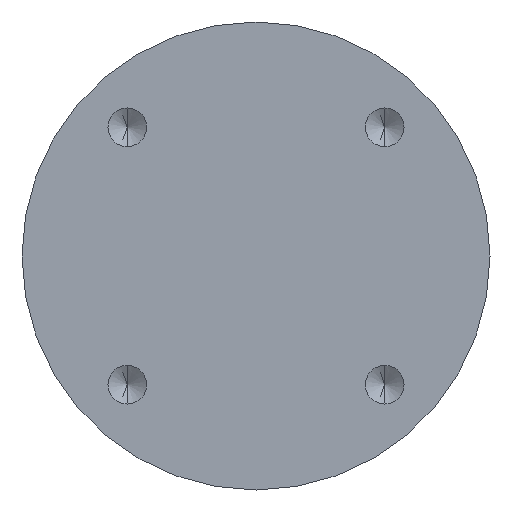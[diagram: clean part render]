
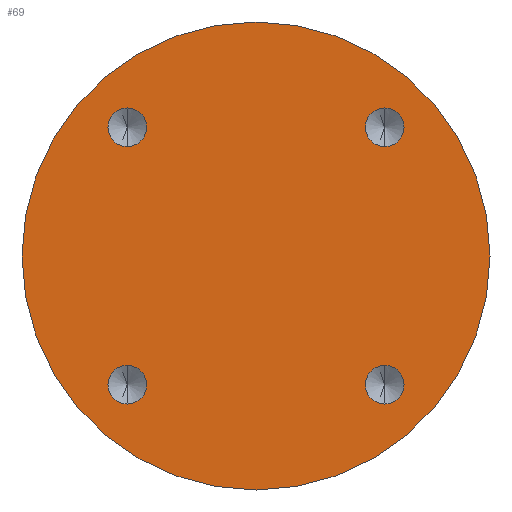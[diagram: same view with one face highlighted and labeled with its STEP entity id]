
A CAD part, front view. The second image highlights one B-rep face of the part: STEP entity #69.
In plain terms, the highlighted planar face has unit normal (0, -1, 0).
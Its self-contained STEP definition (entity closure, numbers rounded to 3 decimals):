
#16 = CARTESIAN_POINT ( 'NONE',  ( -11., 0., -11. ) ) ;
#30 = CARTESIAN_POINT ( 'NONE',  ( -11., 0., 9.35 ) ) ;
#35 = CARTESIAN_POINT ( 'NONE',  ( 20., 0., 0. ) ) ;
#45 = EDGE_LOOP ( 'NONE', ( #73, #327 ) ) ;
#46 = CARTESIAN_POINT ( 'NONE',  ( 11., 0., 12.65 ) ) ;
#53 = EDGE_LOOP ( 'NONE', ( #274, #136 ) ) ;
#62 = CARTESIAN_POINT ( 'NONE',  ( 11., 0., 9.35 ) ) ;
#63 = CIRCLE ( 'NONE', #698, 1.65 ) ;
#65 = CIRCLE ( 'NONE', #260, 1.65 ) ;
#69 = ADVANCED_FACE ( 'NONE', ( #376, #312, #182, #589, #328 ), #576, .T. ) ;
#70 = DIRECTION ( 'NONE',  ( 0., -1., 0. ) ) ;
#73 = ORIENTED_EDGE ( 'NONE', *, *, #631, .F. ) ;
#80 = CARTESIAN_POINT ( 'NONE',  ( -11., 0., -11. ) ) ;
#81 = CIRCLE ( 'NONE', #620, 1.65 ) ;
#86 = CARTESIAN_POINT ( 'NONE',  ( 0., 0., 0. ) ) ;
#88 = EDGE_CURVE ( 'NONE', #100, #455, #649, .T. ) ;
#97 = CARTESIAN_POINT ( 'NONE',  ( 11., 0., -12.65 ) ) ;
#100 = VERTEX_POINT ( 'NONE', #30 ) ;
#103 = EDGE_CURVE ( 'NONE', #419, #229, #581, .T. ) ;
#111 = EDGE_CURVE ( 'NONE', #510, #574, #660, .T. ) ;
#128 = ORIENTED_EDGE ( 'NONE', *, *, #103, .T. ) ;
#130 = DIRECTION ( 'NONE',  ( 0., -1., 0. ) ) ;
#133 = DIRECTION ( 'NONE',  ( 0., -1., 0. ) ) ;
#136 = ORIENTED_EDGE ( 'NONE', *, *, #163, .F. ) ;
#143 = DIRECTION ( 'NONE',  ( 1., 0., 0. ) ) ;
#151 = DIRECTION ( 'NONE',  ( 0., -1., 0. ) ) ;
#163 = EDGE_CURVE ( 'NONE', #563, #292, #65, .T. ) ;
#169 = AXIS2_PLACEMENT_3D ( 'NONE', #324, #594, #389 ) ;
#182 = FACE_BOUND ( 'NONE', #45, .T. ) ;
#212 = ORIENTED_EDGE ( 'NONE', *, *, #606, .F. ) ;
#215 = AXIS2_PLACEMENT_3D ( 'NONE', #298, #468, #250 ) ;
#229 = VERTEX_POINT ( 'NONE', #310 ) ;
#242 = AXIS2_PLACEMENT_3D ( 'NONE', #575, #130, #362 ) ;
#243 = DIRECTION ( 'NONE',  ( 0., -1., 0. ) ) ;
#247 = DIRECTION ( 'NONE',  ( 0., 0., -1. ) ) ;
#250 = DIRECTION ( 'NONE',  ( 1., 0., 0. ) ) ;
#251 = DIRECTION ( 'NONE',  ( 0., 0., -1. ) ) ;
#260 = AXIS2_PLACEMENT_3D ( 'NONE', #707, #151, #316 ) ;
#267 = CARTESIAN_POINT ( 'NONE',  ( -11., 0., -9.35 ) ) ;
#271 = DIRECTION ( 'NONE',  ( 0., 0., -1. ) ) ;
#274 = ORIENTED_EDGE ( 'NONE', *, *, #616, .F. ) ;
#292 = VERTEX_POINT ( 'NONE', #62 ) ;
#298 = CARTESIAN_POINT ( 'NONE',  ( 0., 0., 0. ) ) ;
#299 = CARTESIAN_POINT ( 'NONE',  ( 11., 0., -9.35 ) ) ;
#301 = CIRCLE ( 'NONE', #169, 1.65 ) ;
#302 = ORIENTED_EDGE ( 'NONE', *, *, #481, .T. ) ;
#307 = CARTESIAN_POINT ( 'NONE',  ( -11., 0., 12.65 ) ) ;
#310 = CARTESIAN_POINT ( 'NONE',  ( -20., 0., 0. ) ) ;
#312 = FACE_BOUND ( 'NONE', #53, .T. ) ;
#316 = DIRECTION ( 'NONE',  ( 0., 0., -1. ) ) ;
#321 = EDGE_LOOP ( 'NONE', ( #519, #212 ) ) ;
#323 = AXIS2_PLACEMENT_3D ( 'NONE', #537, #331, #539 ) ;
#324 = CARTESIAN_POINT ( 'NONE',  ( 11., 0., 11. ) ) ;
#327 = ORIENTED_EDGE ( 'NONE', *, *, #111, .F. ) ;
#328 = FACE_OUTER_BOUND ( 'NONE', #471, .T. ) ;
#331 = DIRECTION ( 'NONE',  ( 0., -1., 0. ) ) ;
#333 = AXIS2_PLACEMENT_3D ( 'NONE', #16, #70, #415 ) ;
#362 = DIRECTION ( 'NONE',  ( 1., 0., 0. ) ) ;
#376 = FACE_BOUND ( 'NONE', #321, .T. ) ;
#384 = EDGE_CURVE ( 'NONE', #671, #391, #482, .T. ) ;
#389 = DIRECTION ( 'NONE',  ( 0., 0., -1. ) ) ;
#391 = VERTEX_POINT ( 'NONE', #680 ) ;
#415 = DIRECTION ( 'NONE',  ( 0., 0., -1. ) ) ;
#419 = VERTEX_POINT ( 'NONE', #35 ) ;
#423 = CIRCLE ( 'NONE', #512, 20. ) ;
#436 = AXIS2_PLACEMENT_3D ( 'NONE', #624, #133, #247 ) ;
#455 = VERTEX_POINT ( 'NONE', #307 ) ;
#461 = EDGE_CURVE ( 'NONE', #391, #671, #63, .T. ) ;
#462 = CARTESIAN_POINT ( 'NONE',  ( -11., 0., 11. ) ) ;
#464 = DIRECTION ( 'NONE',  ( 0., -1., 0. ) ) ;
#468 = DIRECTION ( 'NONE',  ( 0., -1., 0. ) ) ;
#471 = EDGE_LOOP ( 'NONE', ( #128, #302 ) ) ;
#481 = EDGE_CURVE ( 'NONE', #229, #419, #423, .T. ) ;
#482 = CIRCLE ( 'NONE', #333, 1.65 ) ;
#510 = VERTEX_POINT ( 'NONE', #299 ) ;
#512 = AXIS2_PLACEMENT_3D ( 'NONE', #86, #577, #143 ) ;
#519 = ORIENTED_EDGE ( 'NONE', *, *, #88, .F. ) ;
#537 = CARTESIAN_POINT ( 'NONE',  ( 11., 0., -11. ) ) ;
#539 = DIRECTION ( 'NONE',  ( 0., 0., -1. ) ) ;
#558 = AXIS2_PLACEMENT_3D ( 'NONE', #462, #243, #625 ) ;
#563 = VERTEX_POINT ( 'NONE', #46 ) ;
#574 = VERTEX_POINT ( 'NONE', #97 ) ;
#575 = CARTESIAN_POINT ( 'NONE',  ( 0., 0., 0. ) ) ;
#576 = PLANE ( 'NONE',  #242 ) ;
#577 = DIRECTION ( 'NONE',  ( 0., -1., 0. ) ) ;
#581 = CIRCLE ( 'NONE', #215, 20. ) ;
#589 = FACE_BOUND ( 'NONE', #648, .T. ) ;
#594 = DIRECTION ( 'NONE',  ( 0., -1., 0. ) ) ;
#597 = ORIENTED_EDGE ( 'NONE', *, *, #384, .F. ) ;
#598 = CARTESIAN_POINT ( 'NONE',  ( -11., 0., 11. ) ) ;
#606 = EDGE_CURVE ( 'NONE', #455, #100, #81, .T. ) ;
#616 = EDGE_CURVE ( 'NONE', #292, #563, #301, .T. ) ;
#620 = AXIS2_PLACEMENT_3D ( 'NONE', #598, #659, #271 ) ;
#624 = CARTESIAN_POINT ( 'NONE',  ( 11., 0., -11. ) ) ;
#625 = DIRECTION ( 'NONE',  ( 0., 0., -1. ) ) ;
#631 = EDGE_CURVE ( 'NONE', #574, #510, #711, .T. ) ;
#648 = EDGE_LOOP ( 'NONE', ( #706, #597 ) ) ;
#649 = CIRCLE ( 'NONE', #558, 1.65 ) ;
#659 = DIRECTION ( 'NONE',  ( 0., -1., 0. ) ) ;
#660 = CIRCLE ( 'NONE', #436, 1.65 ) ;
#671 = VERTEX_POINT ( 'NONE', #267 ) ;
#680 = CARTESIAN_POINT ( 'NONE',  ( -11., 0., -12.65 ) ) ;
#698 = AXIS2_PLACEMENT_3D ( 'NONE', #80, #464, #251 ) ;
#706 = ORIENTED_EDGE ( 'NONE', *, *, #461, .F. ) ;
#707 = CARTESIAN_POINT ( 'NONE',  ( 11., 0., 11. ) ) ;
#711 = CIRCLE ( 'NONE', #323, 1.65 ) ;
